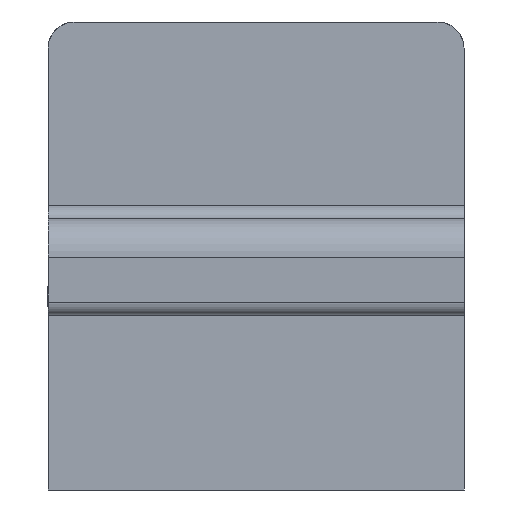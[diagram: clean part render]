
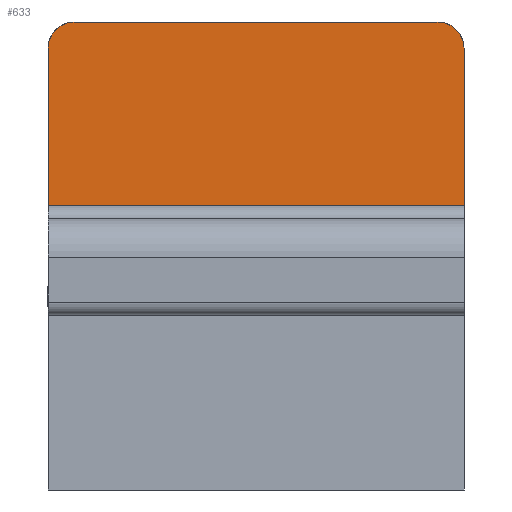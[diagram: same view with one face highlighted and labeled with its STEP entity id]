
A CAD part, front view. The second image highlights one B-rep face of the part: STEP entity #633.
In plain terms, the highlighted planar face has unit normal (0, -1, 0).
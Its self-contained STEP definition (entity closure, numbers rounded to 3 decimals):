
#8 = ORIENTED_EDGE ( 'NONE', *, *, #201, .F. ) ;
#30 = VERTEX_POINT ( 'NONE', #295 ) ;
#44 = DIRECTION ( 'NONE',  ( 0., 0., 1. ) ) ;
#60 = FACE_OUTER_BOUND ( 'NONE', #890, .T. ) ;
#149 = DIRECTION ( 'NONE',  ( 1., 0., 0. ) ) ;
#151 = EDGE_CURVE ( 'NONE', #316, #1498, #799, .T. ) ;
#174 = ORIENTED_EDGE ( 'NONE', *, *, #992, .F. ) ;
#199 = CARTESIAN_POINT ( 'NONE',  ( -16., -20., 34. ) ) ;
#201 = EDGE_CURVE ( 'NONE', #1135, #1498, #363, .T. ) ;
#204 = LINE ( 'NONE', #275, #1006 ) ;
#225 = DIRECTION ( 'NONE',  ( 0., -1., 0. ) ) ;
#240 = DIRECTION ( 'NONE',  ( 0., 0., 1. ) ) ;
#252 = AXIS2_PLACEMENT_3D ( 'NONE', #711, #1050, #240 ) ;
#263 = CARTESIAN_POINT ( 'NONE',  ( 14., -20., 36. ) ) ;
#275 = CARTESIAN_POINT ( 'NONE',  ( 16., -20., 0. ) ) ;
#295 = CARTESIAN_POINT ( 'NONE',  ( 16., -20., 34. ) ) ;
#316 = VERTEX_POINT ( 'NONE', #263 ) ;
#363 = CIRCLE ( 'NONE', #252, 2. ) ;
#406 = ORIENTED_EDGE ( 'NONE', *, *, #926, .T. ) ;
#547 = LINE ( 'NONE', #1159, #1019 ) ;
#582 = CARTESIAN_POINT ( 'NONE',  ( 16., -20., 0. ) ) ;
#633 = ADVANCED_FACE ( 'NONE', ( #60 ), #700, .T. ) ;
#678 = DIRECTION ( 'NONE',  ( -1., 0., 0. ) ) ;
#700 = PLANE ( 'NONE',  #917 ) ;
#711 = CARTESIAN_POINT ( 'NONE',  ( -14., -20., 34. ) ) ;
#755 = CARTESIAN_POINT ( 'NONE',  ( 16., -20., 21.9 ) ) ;
#799 = LINE ( 'NONE', #1471, #883 ) ;
#808 = DIRECTION ( 'NONE',  ( 0., 0., -1. ) ) ;
#821 = ORIENTED_EDGE ( 'NONE', *, *, #1243, .F. ) ;
#843 = EDGE_CURVE ( 'NONE', #30, #316, #1240, .T. ) ;
#871 = CARTESIAN_POINT ( 'NONE',  ( -14., -20., 36. ) ) ;
#883 = VECTOR ( 'NONE', #678, 1000. ) ;
#890 = EDGE_LOOP ( 'NONE', ( #8, #821, #406, #174, #1247, #892 ) ) ;
#892 = ORIENTED_EDGE ( 'NONE', *, *, #151, .T. ) ;
#917 = AXIS2_PLACEMENT_3D ( 'NONE', #582, #225, #808 ) ;
#922 = VERTEX_POINT ( 'NONE', #1310 ) ;
#926 = EDGE_CURVE ( 'NONE', #922, #942, #1446, .T. ) ;
#942 = VERTEX_POINT ( 'NONE', #971 ) ;
#971 = CARTESIAN_POINT ( 'NONE',  ( 16., -20., 21.9 ) ) ;
#992 = EDGE_CURVE ( 'NONE', #30, #942, #204, .T. ) ;
#1006 = VECTOR ( 'NONE', #1454, 1000. ) ;
#1019 = VECTOR ( 'NONE', #1269, 1000. ) ;
#1050 = DIRECTION ( 'NONE',  ( 0., 1., 0. ) ) ;
#1122 = AXIS2_PLACEMENT_3D ( 'NONE', #1448, #1200, #44 ) ;
#1135 = VERTEX_POINT ( 'NONE', #199 ) ;
#1159 = CARTESIAN_POINT ( 'NONE',  ( -16., -20., 0. ) ) ;
#1200 = DIRECTION ( 'NONE',  ( 0., -1., 0. ) ) ;
#1240 = CIRCLE ( 'NONE', #1122, 2. ) ;
#1243 = EDGE_CURVE ( 'NONE', #922, #1135, #547, .T. ) ;
#1247 = ORIENTED_EDGE ( 'NONE', *, *, #843, .T. ) ;
#1269 = DIRECTION ( 'NONE',  ( 0., 0., 1. ) ) ;
#1310 = CARTESIAN_POINT ( 'NONE',  ( -16., -20., 21.9 ) ) ;
#1390 = VECTOR ( 'NONE', #149, 1000. ) ;
#1446 = LINE ( 'NONE', #755, #1390 ) ;
#1448 = CARTESIAN_POINT ( 'NONE',  ( 14., -20., 34. ) ) ;
#1454 = DIRECTION ( 'NONE',  ( 0., 0., -1. ) ) ;
#1471 = CARTESIAN_POINT ( 'NONE',  ( 16., -20., 36. ) ) ;
#1498 = VERTEX_POINT ( 'NONE', #871 ) ;
